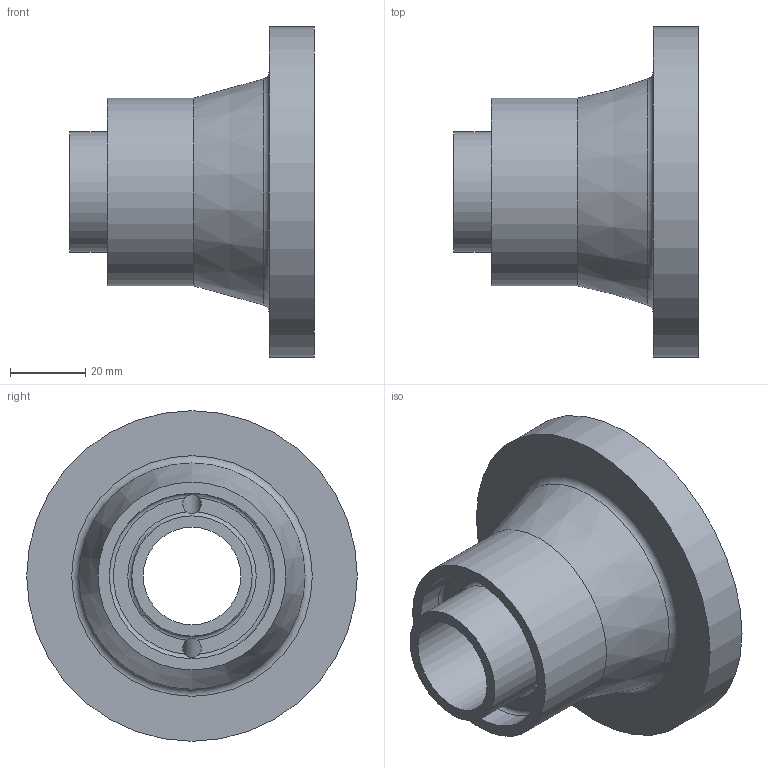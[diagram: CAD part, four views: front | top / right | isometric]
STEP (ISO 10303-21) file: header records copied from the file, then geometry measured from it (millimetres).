
FILE_DESCRIPTION( ( 'STEP AP214' ), '1' );
FILE_NAME( 'AGRU_11194503471_Poly-Flo Stub Flange_Flow-Through+groove for O-Ring_PPR grey_50_32 SDR17_11 (architecture400).stp', '2022-02-04T13:43:06', ( 'License CC BY-ND 4.0' ), ( 'CADENAS' ), ' ', 'PARTsolutions', ' ' );
FILE_SCHEMA( ( 'AUTOMOTIVE_DESIGN { 1 0 10303 214 1 1 1 1 }' ) );
Length unit declared in the file: millimetre
Products named in the file (1): _AGRU_11194503471_Poly-Flo Stub Flange_Flow-Through+groove for O-Ring_PPR grey_50/32  SDR17/11 (architecture400)
Bounding box: 65 x 88 x 88 mm (x, y, z)
Volume: 125033.9 mm3; surface area: 32278.4 mm2
Topology: 1 solids, 1 shells, 36 faces, 80 edges, 49 vertices
Faces by surface type: cylinder 13, plane 13, torus 9, cone 1
Full cylindrical faces by diameter (mm): 5 x2, 26 x1, 28.5 x1, 32 x1, 38.5 x1, 43.143 x1, 44 x1, 50 x1, 57.143 x1, 60 x1, 70 x1, 88 x1
Entity records: 1284 total; most frequent: CARTESIAN_POINT 273, DIRECTION 162, ORIENTED_EDGE 104, AXIS2_PLACEMENT_3D 81, EDGE_LOOP 68, FACE_OUTER_BOUND 58, EDGE_CURVE 52, VERTEX_POINT 44
